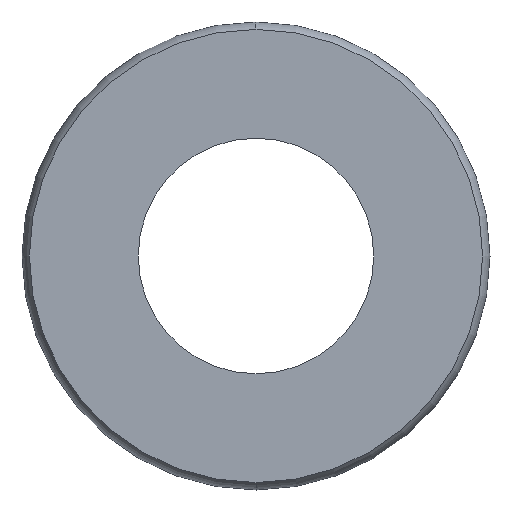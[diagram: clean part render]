
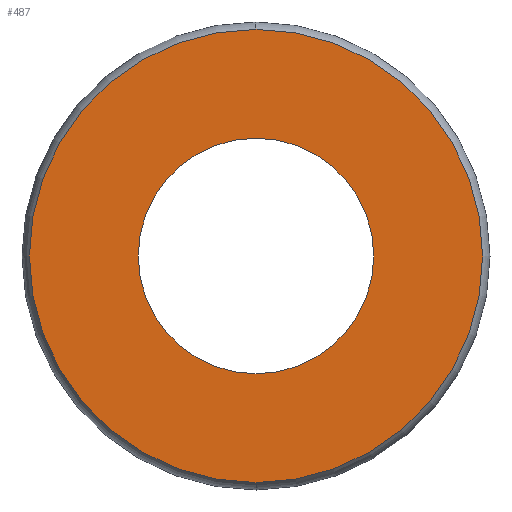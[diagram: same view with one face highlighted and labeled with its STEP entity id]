
A CAD part, left-side view. The second image highlights one B-rep face of the part: STEP entity #487.
In plain terms, the highlighted planar face has unit normal (-1, 0, 0).
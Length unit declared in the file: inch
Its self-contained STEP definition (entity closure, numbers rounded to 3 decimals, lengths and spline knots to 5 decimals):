
#29 = CARTESIAN_POINT ( 'NONE',  ( 0., 0., -0.242 ) ) ;
#35 = CARTESIAN_POINT ( 'NONE',  ( 0., 0., -0.12575 ) ) ;
#37 = DIRECTION ( 'NONE',  ( 0., 0., -1. ) ) ;
#54 = ORIENTED_EDGE ( 'NONE', *, *, #414, .F. ) ;
#93 = VERTEX_POINT ( 'NONE', #329 ) ;
#94 = ORIENTED_EDGE ( 'NONE', *, *, #168, .F. ) ;
#98 = EDGE_CURVE ( 'NONE', #93, #328, #577, .T. ) ;
#125 = DIRECTION ( 'NONE',  ( 1., 0., 0. ) ) ;
#128 = CARTESIAN_POINT ( 'NONE',  ( 0., 0., 0. ) ) ;
#140 = DIRECTION ( 'NONE',  ( 1., 0., 0. ) ) ;
#166 = VERTEX_POINT ( 'NONE', #29 ) ;
#168 = EDGE_CURVE ( 'NONE', #600, #166, #525, .T. ) ;
#231 = AXIS2_PLACEMENT_3D ( 'NONE', #128, #125, #371 ) ;
#289 = CARTESIAN_POINT ( 'NONE',  ( 0., 0., 0. ) ) ;
#293 = CARTESIAN_POINT ( 'NONE',  ( 0., 0., 0. ) ) ;
#317 = AXIS2_PLACEMENT_3D ( 'NONE', #399, #453, #503 ) ;
#328 = VERTEX_POINT ( 'NONE', #35 ) ;
#329 = CARTESIAN_POINT ( 'NONE',  ( 0., 0., 0.12575 ) ) ;
#331 = FACE_BOUND ( 'NONE', #390, .T. ) ;
#360 = CARTESIAN_POINT ( 'NONE',  ( 0., 0., 0.242 ) ) ;
#371 = DIRECTION ( 'NONE',  ( 0., 0., -1. ) ) ;
#373 = AXIS2_PLACEMENT_3D ( 'NONE', #289, #640, #585 ) ;
#390 = EDGE_LOOP ( 'NONE', ( #646, #397 ) ) ;
#397 = ORIENTED_EDGE ( 'NONE', *, *, #98, .T. ) ;
#398 = EDGE_LOOP ( 'NONE', ( #54, #94 ) ) ;
#399 = CARTESIAN_POINT ( 'NONE',  ( 0., 0.242, 0. ) ) ;
#414 = EDGE_CURVE ( 'NONE', #166, #600, #491, .T. ) ;
#444 = EDGE_CURVE ( 'NONE', #328, #93, #526, .T. ) ;
#453 = DIRECTION ( 'NONE',  ( -1., 0., 0. ) ) ;
#462 = FACE_OUTER_BOUND ( 'NONE', #398, .T. ) ;
#468 = AXIS2_PLACEMENT_3D ( 'NONE', #293, #140, #37 ) ;
#487 = ADVANCED_FACE ( 'NONE', ( #331, #462 ), #541, .T. ) ;
#491 = CIRCLE ( 'NONE', #468, 0.242 ) ;
#495 = CARTESIAN_POINT ( 'NONE',  ( 0., 0., 0. ) ) ;
#496 = DIRECTION ( 'NONE',  ( 1., 0., 0. ) ) ;
#503 = DIRECTION ( 'NONE',  ( 0., 0., 1. ) ) ;
#525 = CIRCLE ( 'NONE', #373, 0.242 ) ;
#526 = CIRCLE ( 'NONE', #549, 0.12575 ) ;
#541 = PLANE ( 'NONE',  #317 ) ;
#547 = DIRECTION ( 'NONE',  ( 0., 0., -1. ) ) ;
#549 = AXIS2_PLACEMENT_3D ( 'NONE', #495, #496, #547 ) ;
#577 = CIRCLE ( 'NONE', #231, 0.12575 ) ;
#585 = DIRECTION ( 'NONE',  ( 0., 0., -1. ) ) ;
#600 = VERTEX_POINT ( 'NONE', #360 ) ;
#640 = DIRECTION ( 'NONE',  ( 1., 0., 0. ) ) ;
#646 = ORIENTED_EDGE ( 'NONE', *, *, #444, .T. ) ;
